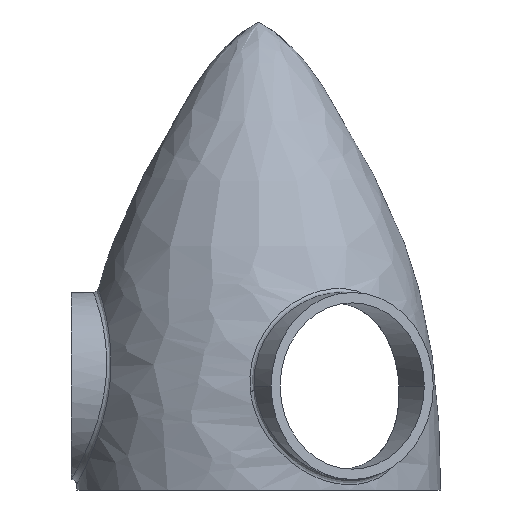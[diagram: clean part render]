
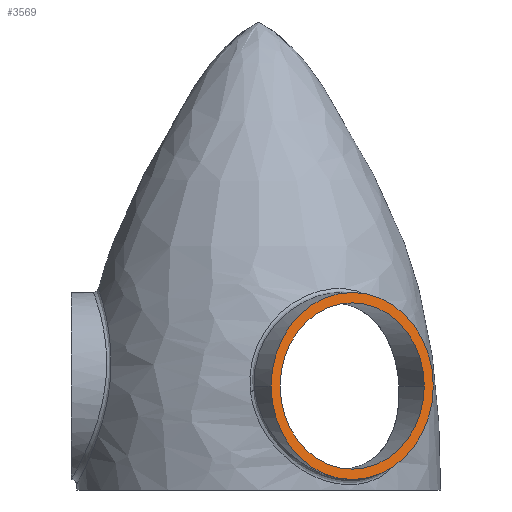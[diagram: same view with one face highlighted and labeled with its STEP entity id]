
A CAD part, left-side view. The second image highlights one B-rep face of the part: STEP entity #3569.
In plain terms, the highlighted planar face has unit normal (-0.866, -0.5, 0).
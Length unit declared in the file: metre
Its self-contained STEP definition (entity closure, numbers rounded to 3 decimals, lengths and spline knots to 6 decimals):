
#108 = CARTESIAN_POINT ( 'NONE',  ( -1.158846, -1.59282, -3.5 ) ) ;
#357 = CIRCLE ( 'NONE', #5027, 0.8 ) ;
#365 = EDGE_CURVE ( 'NONE', #4057, #1910, #357, .T. ) ;
#447 = DIRECTION ( 'NONE',  ( 0., 0., 1. ) ) ;
#464 = AXIS2_PLACEMENT_3D ( 'NONE', #4671, #4308, #1486 ) ;
#491 = DIRECTION ( 'NONE',  ( 0., 0., 1. ) ) ;
#544 = CIRCLE ( 'NONE', #3473, 0.8 ) ;
#754 = DIRECTION ( 'NONE',  ( -0.866, -0.5, 0. ) ) ;
#809 = VERTEX_POINT ( 'NONE', #1044 ) ;
#894 = CARTESIAN_POINT ( 'NONE',  ( -1.558846, -0.9, -3.5 ) ) ;
#910 = CARTESIAN_POINT ( 'NONE',  ( -1.108846, -1.679423, -3.5 ) ) ;
#967 = CIRCLE ( 'NONE', #464, 0.9 ) ;
#1044 = CARTESIAN_POINT ( 'NONE',  ( -2.008846, -0.120577, -3.5 ) ) ;
#1308 = PLANE ( 'NONE',  #1888 ) ;
#1454 = DIRECTION ( 'NONE',  ( 0., 0., 1. ) ) ;
#1486 = DIRECTION ( 'NONE',  ( 0., 0., 1. ) ) ;
#1888 = AXIS2_PLACEMENT_3D ( 'NONE', #894, #2906, #447 ) ;
#1910 = VERTEX_POINT ( 'NONE', #108 ) ;
#2054 = AXIS2_PLACEMENT_3D ( 'NONE', #2466, #2858, #2492 ) ;
#2060 = ORIENTED_EDGE ( 'NONE', *, *, #3638, .T. ) ;
#2229 = EDGE_LOOP ( 'NONE', ( #3546, #4614 ) ) ;
#2466 = CARTESIAN_POINT ( 'NONE',  ( -1.558846, -0.9, -3.5 ) ) ;
#2492 = DIRECTION ( 'NONE',  ( 0., 0., 1. ) ) ;
#2858 = DIRECTION ( 'NONE',  ( -0.866, -0.5, 0. ) ) ;
#2906 = DIRECTION ( 'NONE',  ( -0.866, -0.5, 0. ) ) ;
#2975 = CIRCLE ( 'NONE', #2054, 0.9 ) ;
#3278 = FACE_BOUND ( 'NONE', #2229, .T. ) ;
#3473 = AXIS2_PLACEMENT_3D ( 'NONE', #4461, #4511, #491 ) ;
#3546 = ORIENTED_EDGE ( 'NONE', *, *, #365, .F. ) ;
#3569 = ADVANCED_FACE ( 'NONE', ( #4809, #3278 ), #1308, .T. ) ;
#3584 = EDGE_LOOP ( 'NONE', ( #4785, #2060 ) ) ;
#3638 = EDGE_CURVE ( 'NONE', #4845, #809, #2975, .T. ) ;
#4057 = VERTEX_POINT ( 'NONE', #4722 ) ;
#4064 = EDGE_CURVE ( 'NONE', #809, #4845, #967, .T. ) ;
#4308 = DIRECTION ( 'NONE',  ( -0.866, -0.5, 0. ) ) ;
#4461 = CARTESIAN_POINT ( 'NONE',  ( -1.558846, -0.9, -3.5 ) ) ;
#4511 = DIRECTION ( 'NONE',  ( -0.866, -0.5, 0. ) ) ;
#4614 = ORIENTED_EDGE ( 'NONE', *, *, #4866, .F. ) ;
#4640 = CARTESIAN_POINT ( 'NONE',  ( -1.558846, -0.9, -3.5 ) ) ;
#4671 = CARTESIAN_POINT ( 'NONE',  ( -1.558846, -0.9, -3.5 ) ) ;
#4722 = CARTESIAN_POINT ( 'NONE',  ( -1.958846, -0.20718, -3.5 ) ) ;
#4785 = ORIENTED_EDGE ( 'NONE', *, *, #4064, .T. ) ;
#4809 = FACE_OUTER_BOUND ( 'NONE', #3584, .T. ) ;
#4845 = VERTEX_POINT ( 'NONE', #910 ) ;
#4866 = EDGE_CURVE ( 'NONE', #1910, #4057, #544, .T. ) ;
#5027 = AXIS2_PLACEMENT_3D ( 'NONE', #4640, #754, #1454 ) ;
